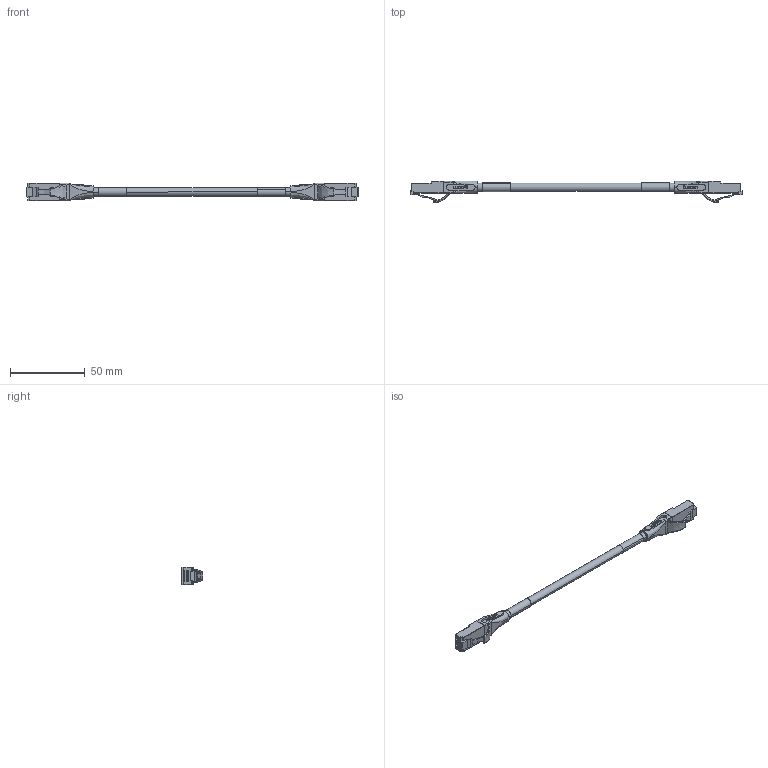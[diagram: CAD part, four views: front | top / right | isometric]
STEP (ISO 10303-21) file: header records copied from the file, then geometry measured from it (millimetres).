
FILE_DESCRIPTION (( 'STEP AP214' ), '1' );
FILE_NAME ('TRD815CR-B_3D.STEP', '2021-06-22T14:32:54', ( '' ), ( '' ), 'SwSTEP 2.0', 'SolidWorks 2020', '' );
FILE_SCHEMA (( 'AUTOMOTIVE_DESIGN' ));
Length unit declared in the file: inch
Products named in the file (7): 1AW01-003_.228 OD X .75" long; MTN-143_NEW LOGO; TRD815CR-B_3D; 3AC03-019_BLUE; 3AB02-012; 3AB02-013-MA2; 3AB02-013-MA1_no aligning hole
Assembly tree (16 placements, depth 3):
  TRD815CR-B_3D
    3AC03-019_BLUE
    MTN-143_NEW LOGO  x2
    3AB02-012  x2
      3AB02-013-MA1_no aligning hole
      3AB02-013-MA2
    1AW01-003_.228 OD X .75" long  x2
Bounding box: 222.76 x 14.38 x 11.68 mm (x, y, z)
Volume: 9630.1 mm3; surface area: 11569.7 mm2
Topology: 25 solids, 25 shells, 1122 faces, 3110 edges, 2024 vertices
Faces by surface type: plane 762, cylinder 198, bspline 142, sphere 16, torus 4
Entity records: 17254 total; most frequent: CARTESIAN_POINT 5717, ORIENTED_EDGE 2084, DIRECTION 1661, EDGE_CURVE 1042, LINE 757, VECTOR 757, VERTEX_POINT 678, AXIS2_PLACEMENT_3D 452
